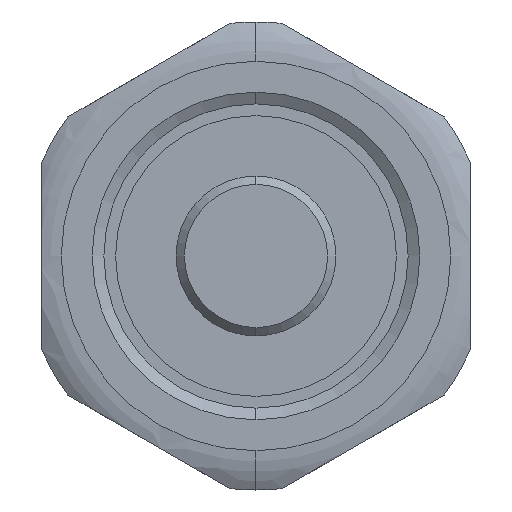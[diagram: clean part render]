
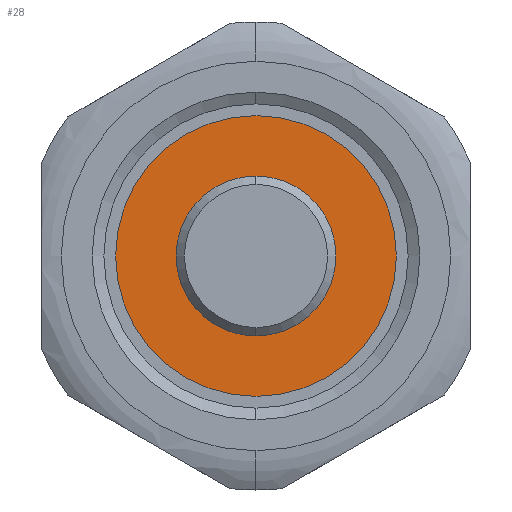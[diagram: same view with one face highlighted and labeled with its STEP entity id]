
A CAD part, left-side view. The second image highlights one B-rep face of the part: STEP entity #28.
In plain terms, the highlighted planar face has unit normal (-1, 0, 0).
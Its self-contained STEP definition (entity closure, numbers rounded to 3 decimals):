
#9 = DIRECTION ( 'NONE',  ( 0., 0., 1. ) ) ;
#14 = VERTEX_POINT ( 'NONE', #386 ) ;
#28 = ADVANCED_FACE ( 'NONE', ( #1703, #1312 ), #572, .F. ) ;
#77 = CARTESIAN_POINT ( 'NONE',  ( 32.529, 0., 18. ) ) ;
#83 = DIRECTION ( 'NONE',  ( 0., 0., -1. ) ) ;
#163 = CARTESIAN_POINT ( 'NONE',  ( 32.529, 0., 0. ) ) ;
#171 = CARTESIAN_POINT ( 'NONE',  ( 32.529, 0., -18. ) ) ;
#182 = EDGE_LOOP ( 'NONE', ( #1269, #1749 ) ) ;
#237 = CIRCLE ( 'NONE', #2005, 10.25 ) ;
#252 = DIRECTION ( 'NONE',  ( 0., 0., 1. ) ) ;
#291 = EDGE_CURVE ( 'NONE', #1182, #439, #1636, .T. ) ;
#359 = DIRECTION ( 'NONE',  ( 0., 0., 1. ) ) ;
#386 = CARTESIAN_POINT ( 'NONE',  ( 32.529, 0., -10.25 ) ) ;
#388 = EDGE_CURVE ( 'NONE', #1283, #14, #1003, .T. ) ;
#393 = AXIS2_PLACEMENT_3D ( 'NONE', #525, #1140, #359 ) ;
#402 = CARTESIAN_POINT ( 'NONE',  ( 32.529, 0., 0. ) ) ;
#439 = VERTEX_POINT ( 'NONE', #171 ) ;
#459 = ORIENTED_EDGE ( 'NONE', *, *, #710, .T. ) ;
#525 = CARTESIAN_POINT ( 'NONE',  ( 32.529, 0., 0. ) ) ;
#572 = PLANE ( 'NONE',  #1569 ) ;
#611 = DIRECTION ( 'NONE',  ( 0., 0., 1. ) ) ;
#705 = DIRECTION ( 'NONE',  ( 1., 0., 0. ) ) ;
#710 = EDGE_CURVE ( 'NONE', #439, #1182, #782, .T. ) ;
#782 = CIRCLE ( 'NONE', #393, 18. ) ;
#855 = CARTESIAN_POINT ( 'NONE',  ( 32.529, 0., 0. ) ) ;
#916 = CARTESIAN_POINT ( 'NONE',  ( 32.529, 0., 0. ) ) ;
#935 = DIRECTION ( 'NONE',  ( -1., 0., 0. ) ) ;
#1003 = CIRCLE ( 'NONE', #1734, 10.25 ) ;
#1099 = DIRECTION ( 'NONE',  ( -1., 0., 0. ) ) ;
#1140 = DIRECTION ( 'NONE',  ( -1., 0., 0. ) ) ;
#1181 = CARTESIAN_POINT ( 'NONE',  ( 32.529, 0., 10.25 ) ) ;
#1182 = VERTEX_POINT ( 'NONE', #77 ) ;
#1193 = DIRECTION ( 'NONE',  ( -1., 0., 0. ) ) ;
#1269 = ORIENTED_EDGE ( 'NONE', *, *, #388, .F. ) ;
#1283 = VERTEX_POINT ( 'NONE', #1181 ) ;
#1312 = FACE_OUTER_BOUND ( 'NONE', #1869, .T. ) ;
#1435 = EDGE_CURVE ( 'NONE', #14, #1283, #237, .T. ) ;
#1569 = AXIS2_PLACEMENT_3D ( 'NONE', #855, #705, #83 ) ;
#1636 = CIRCLE ( 'NONE', #1691, 18. ) ;
#1691 = AXIS2_PLACEMENT_3D ( 'NONE', #916, #935, #611 ) ;
#1703 = FACE_BOUND ( 'NONE', #182, .T. ) ;
#1734 = AXIS2_PLACEMENT_3D ( 'NONE', #163, #1099, #9 ) ;
#1749 = ORIENTED_EDGE ( 'NONE', *, *, #1435, .F. ) ;
#1801 = ORIENTED_EDGE ( 'NONE', *, *, #291, .T. ) ;
#1869 = EDGE_LOOP ( 'NONE', ( #1801, #459 ) ) ;
#2005 = AXIS2_PLACEMENT_3D ( 'NONE', #402, #1193, #252 ) ;
